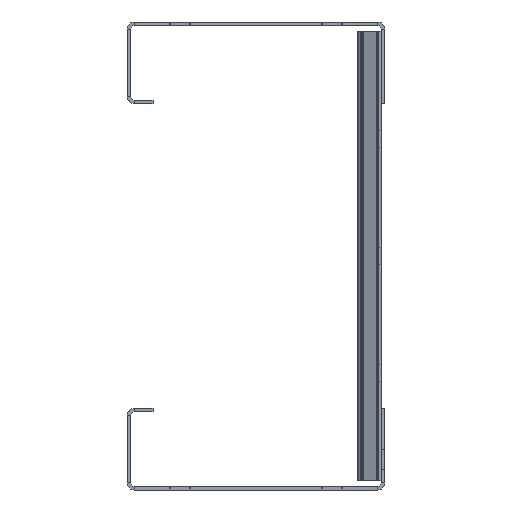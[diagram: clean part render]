
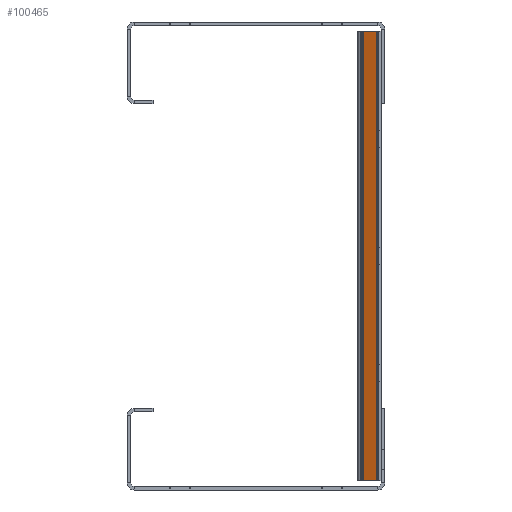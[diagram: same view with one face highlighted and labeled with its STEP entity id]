
A CAD part, left-side view. The second image highlights one B-rep face of the part: STEP entity #100465.
In plain terms, the highlighted planar face has unit normal (-0.94, 0.342, 0).
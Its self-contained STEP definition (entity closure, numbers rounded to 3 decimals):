
#74664=DIRECTION('',(0.,0.,1.));
#74665=VECTOR('',#74664,192.);
#74666=CARTESIAN_POINT('',(-1410.464,1.858,-96.));
#74667=LINE('',#74666,#74665);
#74672=DIRECTION('',(0.,0.,1.));
#74673=VECTOR('',#74672,192.);
#74674=CARTESIAN_POINT('',(-1408.027,8.552,-96.));
#74675=LINE('',#74674,#74673);
#77812=DIRECTION('',(-0.342,-0.94,0.));
#77813=VECTOR('',#77812,7.124);
#77814=CARTESIAN_POINT('',(-1408.027,8.552,-96.));
#77815=LINE('',#77814,#77813);
#77850=DIRECTION('',(-0.342,-0.94,0.));
#77851=VECTOR('',#77850,7.124);
#77852=CARTESIAN_POINT('',(-1408.027,8.552,96.));
#77853=LINE('',#77852,#77851);
#85448=CARTESIAN_POINT('',(-1408.027,8.552,-96.));
#85449=VERTEX_POINT('',#85448);
#85450=CARTESIAN_POINT('',(-1410.464,1.858,-96.));
#85451=VERTEX_POINT('',#85450);
#89040=CARTESIAN_POINT('',(-1408.027,8.552,96.));
#89041=VERTEX_POINT('',#89040);
#89042=CARTESIAN_POINT('',(-1410.464,1.858,96.));
#89043=VERTEX_POINT('',#89042);
#100451=CARTESIAN_POINT('',(-1408.027,8.552,-305.));
#100452=DIRECTION('',(-0.94,0.342,0.));
#100453=DIRECTION('',(-0.342,-0.94,0.));
#100454=AXIS2_PLACEMENT_3D('',#100451,#100452,#100453);
#100455=PLANE('',#100454);
#100457=ORIENTED_EDGE('',*,*,#100456,.T.);
#100459=ORIENTED_EDGE('',*,*,#100458,.T.);
#100460=ORIENTED_EDGE('',*,*,#100441,.F.);
#100462=ORIENTED_EDGE('',*,*,#100461,.F.);
#100463=EDGE_LOOP('',(#100457,#100459,#100460,#100462));
#100464=FACE_OUTER_BOUND('',#100463,.F.);
#100465=ADVANCED_FACE('',(#100464),#100455,.T.);
#100441=EDGE_CURVE('',#85451,#89043,#74667,.T.);
#100456=EDGE_CURVE('',#85449,#89041,#74675,.T.);
#100458=EDGE_CURVE('',#89041,#89043,#77853,.T.);
#100461=EDGE_CURVE('',#85449,#85451,#77815,.T.);
